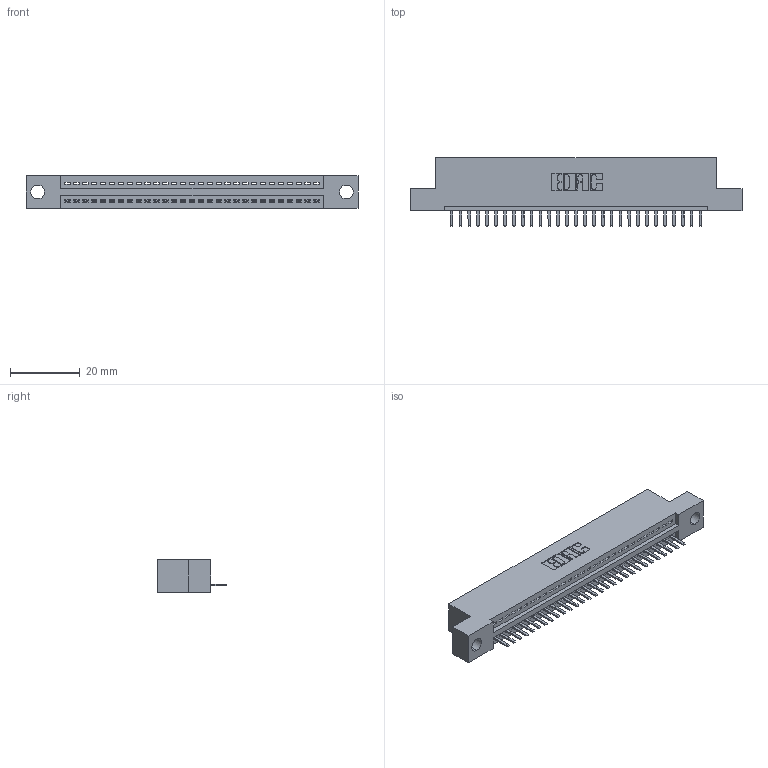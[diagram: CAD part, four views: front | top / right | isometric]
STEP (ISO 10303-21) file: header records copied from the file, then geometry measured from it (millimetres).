
FILE_DESCRIPTION (( 'STEP AP203' ), '1' );
FILE_NAME ('345-029-520-104.STEP', '2019-10-07T06:49:54', ( '' ), ( '' ), 'SwSTEP 2.0', 'SolidWorks 2016', '' );
FILE_SCHEMA (( 'CONFIG_CONTROL_DESIGN' ));
Length unit declared in the file: inch
Products named in the file (3): 345 Part_Flush Mounting Lugs - 0.156 Dia-TH; 345-029-520-104; 345-292-001_345-293-120
Assembly tree (30 placements, depth 2):
  345-029-520-104
    345 Part_Flush Mounting Lugs - 0.156 Dia-TH
    345-292-001_345-293-120  x29
Bounding box: 94.87 x 19.68 x 9.4 mm (x, y, z)
Volume: 8733 mm3; surface area: 10964.5 mm2
Topology: 30 solids, 30 shells, 1924 faces, 5677 edges, 3706 vertices
Faces by surface type: plane 1298, cylinder 626
Entity records: 23693 total; most frequent: CARTESIAN_POINT 4123, ORIENTED_EDGE 4074, DIRECTION 3607, EDGE_CURVE 2037, LINE 1785, VECTOR 1785, VERTEX_POINT 1354, AXIS2_PLACEMENT_3D 911
